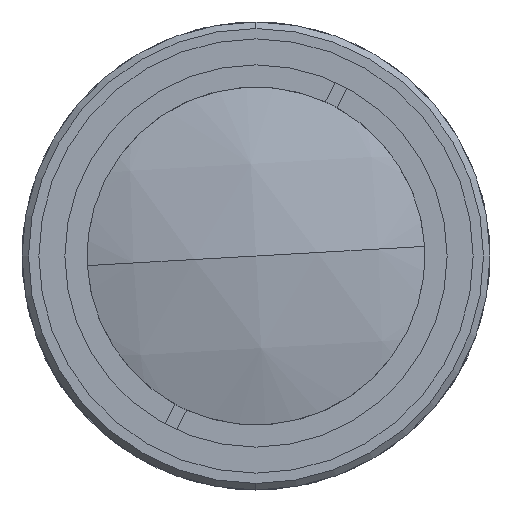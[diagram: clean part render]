
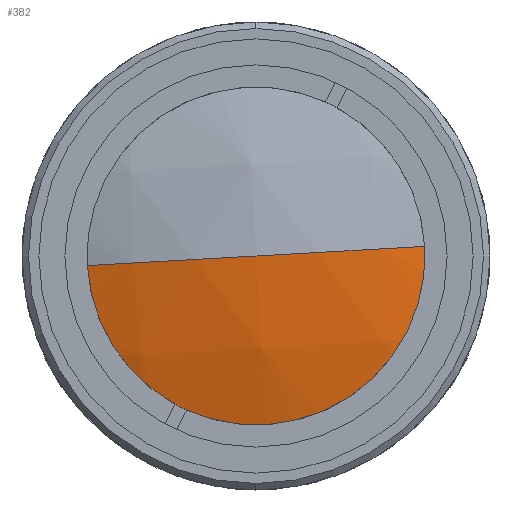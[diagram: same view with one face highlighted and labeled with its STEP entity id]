
A CAD part, left-side view. The second image highlights one B-rep face of the part: STEP entity #382.
In plain terms, the highlighted spherical face has radius 43.203 mm.
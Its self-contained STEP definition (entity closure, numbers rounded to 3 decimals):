
#155 = AXIS2_PLACEMENT_3D ( 'NONE', #577, #3541, #1262 ) ;
#253 = ORIENTED_EDGE ( 'NONE', *, *, #3924, .T. ) ;
#310 = CARTESIAN_POINT ( 'NONE',  ( 52.203, 0., 0. ) ) ;
#382 = ADVANCED_FACE ( 'NONE', ( #994 ), #3623, .T. ) ;
#532 = ORIENTED_EDGE ( 'NONE', *, *, #3294, .F. ) ;
#577 = CARTESIAN_POINT ( 'NONE',  ( 11.331, 0., 0. ) ) ;
#578 = CARTESIAN_POINT ( 'NONE',  ( 52.203, 0., 0. ) ) ;
#671 = DIRECTION ( 'NONE',  ( 0., 0.998, -0.057 ) ) ;
#994 = FACE_OUTER_BOUND ( 'NONE', #2992, .T. ) ;
#1036 = CARTESIAN_POINT ( 'NONE',  ( 11.331, 13.977, -0.794 ) ) ;
#1056 = AXIS2_PLACEMENT_3D ( 'NONE', #310, #2936, #671 ) ;
#1071 = CIRCLE ( 'NONE', #1544, 43.203 ) ;
#1262 = DIRECTION ( 'NONE',  ( 0., 0.057, 0.998 ) ) ;
#1488 = VERTEX_POINT ( 'NONE', #3316 ) ;
#1490 = VERTEX_POINT ( 'NONE', #1036 ) ;
#1544 = AXIS2_PLACEMENT_3D ( 'NONE', #578, #2953, #2832 ) ;
#1949 = ORIENTED_EDGE ( 'NONE', *, *, #2610, .T. ) ;
#2008 = CIRCLE ( 'NONE', #155, 14. ) ;
#2252 = DIRECTION ( 'NONE',  ( 0., 0.057, 0.998 ) ) ;
#2269 = DIRECTION ( 'NONE',  ( 0., -0.998, 0.057 ) ) ;
#2555 = AXIS2_PLACEMENT_3D ( 'NONE', #4185, #2252, #2269 ) ;
#2610 = EDGE_CURVE ( 'NONE', #1488, #3289, #1071, .T. ) ;
#2832 = DIRECTION ( 'NONE',  ( 0., 0.998, -0.057 ) ) ;
#2863 = CARTESIAN_POINT ( 'NONE',  ( 9., 0., 0. ) ) ;
#2936 = DIRECTION ( 'NONE',  ( 0., -0.057, -0.998 ) ) ;
#2953 = DIRECTION ( 'NONE',  ( 0., -0.057, -0.998 ) ) ;
#2992 = EDGE_LOOP ( 'NONE', ( #253, #1949, #532 ) ) ;
#3289 = VERTEX_POINT ( 'NONE', #2863 ) ;
#3294 = EDGE_CURVE ( 'NONE', #1490, #3289, #3452, .T. ) ;
#3316 = CARTESIAN_POINT ( 'NONE',  ( 11.331, -13.977, 0.794 ) ) ;
#3452 = CIRCLE ( 'NONE', #2555, 43.203 ) ;
#3541 = DIRECTION ( 'NONE',  ( -1., 0., 0. ) ) ;
#3623 = SPHERICAL_SURFACE ( 'NONE', #1056, 43.203 ) ;
#3924 = EDGE_CURVE ( 'NONE', #1490, #1488, #2008, .T. ) ;
#4185 = CARTESIAN_POINT ( 'NONE',  ( 52.203, 0., 0. ) ) ;
